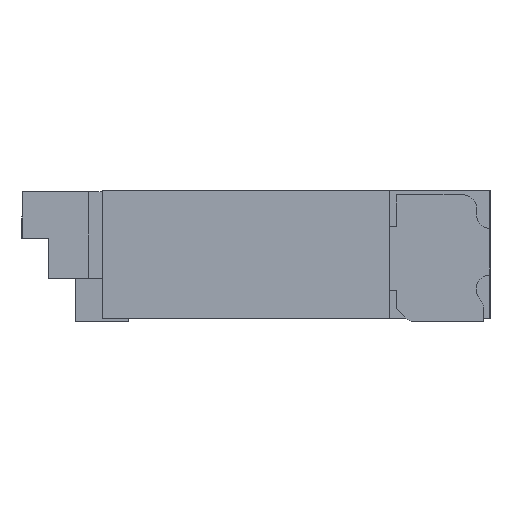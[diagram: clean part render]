
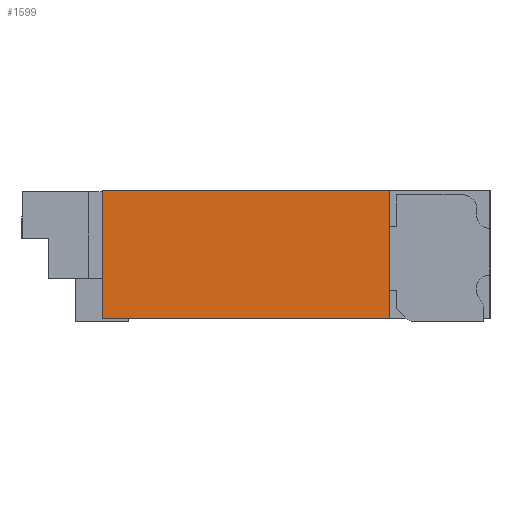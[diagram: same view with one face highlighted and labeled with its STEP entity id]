
A CAD part, left-side view. The second image highlights one B-rep face of the part: STEP entity #1599.
In plain terms, the highlighted planar face has unit normal (-1, 0, 0).
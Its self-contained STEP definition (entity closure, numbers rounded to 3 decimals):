
#1599 = ADVANCED_FACE( '', ( #3126 ), #3127, .T. );
#3126 = FACE_OUTER_BOUND( '', #4643, .T. );
#3127 = PLANE( '', #4644 );
#4643 = EDGE_LOOP( '', ( #9395, #9396, #9397, #9398 ) );
#4644 = AXIS2_PLACEMENT_3D( '', #9399, #9400, #9401 );
#9395 = ORIENTED_EDGE( '', *, *, #10557, .F. );
#9396 = ORIENTED_EDGE( '', *, *, #11948, .T. );
#9397 = ORIENTED_EDGE( '', *, *, #10702, .T. );
#9398 = ORIENTED_EDGE( '', *, *, #10739, .T. );
#9399 = CARTESIAN_POINT( '', ( -5.5, 0., 0. ) );
#9400 = DIRECTION( '', ( -1., 0., 0. ) );
#9401 = DIRECTION( '', ( 0., 0., 1. ) );
#10557 = EDGE_CURVE( '', #13030, #13032, #13033, .T. );
#10702 = EDGE_CURVE( '', #13277, #13275, #13278, .T. );
#10739 = EDGE_CURVE( '', #13275, #13032, #13335, .T. );
#11948 = EDGE_CURVE( '', #13030, #13277, #15121, .T. );
#13030 = VERTEX_POINT( '', #16600 );
#13032 = VERTEX_POINT( '', #16603 );
#13033 = LINE( '', #16604, #16605 );
#13275 = VERTEX_POINT( '', #16961 );
#13277 = VERTEX_POINT( '', #16964 );
#13278 = LINE( '', #16965, #16966 );
#13335 = LINE( '', #17053, #17054 );
#15121 = LINE( '', #19804, #19805 );
#16600 = CARTESIAN_POINT( '', ( -5.5, -0.7, 0.48 ) );
#16603 = CARTESIAN_POINT( '', ( -5.5, -0.7, -0.48 ) );
#16604 = CARTESIAN_POINT( '', ( -5.5, -0.7, 0. ) );
#16605 = VECTOR( '', #20567, 1000. );
#16961 = CARTESIAN_POINT( '', ( -5.5, 1.45, -0.48 ) );
#16964 = CARTESIAN_POINT( '', ( -5.5, 1.45, 0.48 ) );
#16965 = CARTESIAN_POINT( '', ( -5.5, 1.45, 0.48 ) );
#16966 = VECTOR( '', #20695, 1000. );
#17053 = CARTESIAN_POINT( '', ( -5.5, 1.45, -0.48 ) );
#17054 = VECTOR( '', #20726, 1000. );
#19804 = CARTESIAN_POINT( '', ( -5.5, -1.45, 0.48 ) );
#19805 = VECTOR( '', #21736, 1000. );
#20567 = DIRECTION( '', ( 0., 0., -1. ) );
#20695 = DIRECTION( '', ( 0., 0., -1. ) );
#20726 = DIRECTION( '', ( 0., -1., 0. ) );
#21736 = DIRECTION( '', ( 0., 1., 0. ) );
